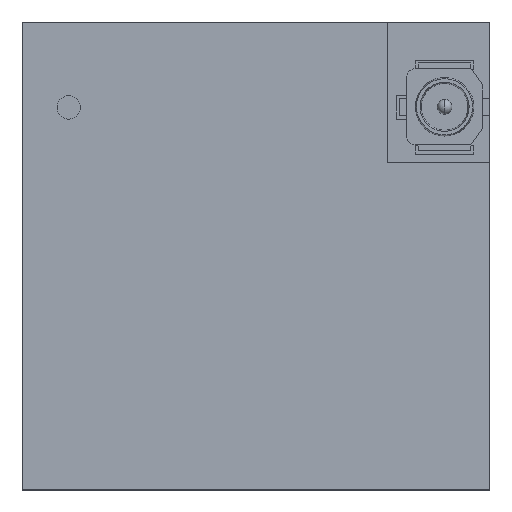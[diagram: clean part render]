
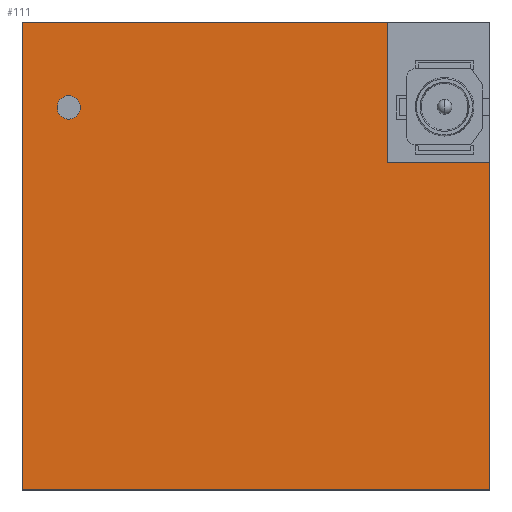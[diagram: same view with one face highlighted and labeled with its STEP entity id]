
A CAD part, top view. The second image highlights one B-rep face of the part: STEP entity #111.
In plain terms, the highlighted planar face has unit normal (0, 0, 1).
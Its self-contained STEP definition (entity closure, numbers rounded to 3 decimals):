
#111 = ADVANCED_FACE ( 'NONE', ( #1287 ), #5022, .T. ) ;
#318 = VERTEX_POINT ( 'NONE', #737 ) ;
#351 = VERTEX_POINT ( 'NONE', #5144 ) ;
#403 = AXIS2_PLACEMENT_3D ( 'NONE', #5210, #4979, #754 ) ;
#514 = EDGE_CURVE ( 'NONE', #5268, #351, #1740, .T. ) ;
#737 = CARTESIAN_POINT ( 'NONE',  ( -8.001, -8.001, 3.404 ) ) ;
#754 = DIRECTION ( 'NONE',  ( 1., 0., 0. ) ) ;
#819 = CARTESIAN_POINT ( 'NONE',  ( 4.501, 3.201, 3.404 ) ) ;
#883 = CARTESIAN_POINT ( 'NONE',  ( 8.001, 8.001, 3.404 ) ) ;
#1090 = EDGE_CURVE ( 'NONE', #4023, #5268, #1933, .T. ) ;
#1287 = FACE_OUTER_BOUND ( 'NONE', #5949, .T. ) ;
#1310 = ORIENTED_EDGE ( 'NONE', *, *, #5311, .T. ) ;
#1349 = CARTESIAN_POINT ( 'NONE',  ( 8.001, -8.001, 3.404 ) ) ;
#1438 = VECTOR ( 'NONE', #3335, 1000. ) ;
#1740 = LINE ( 'NONE', #4027, #3793 ) ;
#1799 = ORIENTED_EDGE ( 'NONE', *, *, #4497, .T. ) ;
#1872 = CARTESIAN_POINT ( 'NONE',  ( 4.501, 8.001, 3.404 ) ) ;
#1933 = LINE ( 'NONE', #4141, #3908 ) ;
#2193 = ORIENTED_EDGE ( 'NONE', *, *, #3701, .T. ) ;
#2307 = LINE ( 'NONE', #2805, #1438 ) ;
#2377 = DIRECTION ( 'NONE',  ( -1., 0., 0. ) ) ;
#2606 = LINE ( 'NONE', #4117, #4667 ) ;
#2805 = CARTESIAN_POINT ( 'NONE',  ( -8.001, 8.001, 3.404 ) ) ;
#3335 = DIRECTION ( 'NONE',  ( 0., -1., 0. ) ) ;
#3347 = VECTOR ( 'NONE', #5680, 1000. ) ;
#3361 = ORIENTED_EDGE ( 'NONE', *, *, #6106, .T. ) ;
#3701 = EDGE_CURVE ( 'NONE', #4312, #351, #5706, .T. ) ;
#3793 = VECTOR ( 'NONE', #5118, 1000. ) ;
#3908 = VECTOR ( 'NONE', #5237, 1000. ) ;
#4023 = VERTEX_POINT ( 'NONE', #1872 ) ;
#4027 = CARTESIAN_POINT ( 'NONE',  ( 8.101, 3.201, 3.404 ) ) ;
#4028 = VECTOR ( 'NONE', #2377, 1000. ) ;
#4117 = CARTESIAN_POINT ( 'NONE',  ( -8.001, -8.001, 3.404 ) ) ;
#4141 = CARTESIAN_POINT ( 'NONE',  ( 4.501, -8.001, 3.404 ) ) ;
#4312 = VERTEX_POINT ( 'NONE', #5624 ) ;
#4322 = ORIENTED_EDGE ( 'NONE', *, *, #514, .F. ) ;
#4497 = EDGE_CURVE ( 'NONE', #4023, #5759, #6245, .T. ) ;
#4667 = VECTOR ( 'NONE', #6094, 1000. ) ;
#4979 = DIRECTION ( 'NONE',  ( 0., 0., 1. ) ) ;
#5022 = PLANE ( 'NONE',  #403 ) ;
#5118 = DIRECTION ( 'NONE',  ( 1., 0., 0. ) ) ;
#5144 = CARTESIAN_POINT ( 'NONE',  ( 8.001, 3.201, 3.404 ) ) ;
#5210 = CARTESIAN_POINT ( 'NONE',  ( -8.001, -8.001, 3.404 ) ) ;
#5237 = DIRECTION ( 'NONE',  ( 0., -1., 0. ) ) ;
#5268 = VERTEX_POINT ( 'NONE', #819 ) ;
#5311 = EDGE_CURVE ( 'NONE', #318, #4312, #2606, .T. ) ;
#5624 = CARTESIAN_POINT ( 'NONE',  ( 8.001, -8.001, 3.404 ) ) ;
#5680 = DIRECTION ( 'NONE',  ( 0., 1., 0. ) ) ;
#5706 = LINE ( 'NONE', #1349, #3347 ) ;
#5757 = CARTESIAN_POINT ( 'NONE',  ( -8.001, 8.001, 3.404 ) ) ;
#5759 = VERTEX_POINT ( 'NONE', #5757 ) ;
#5949 = EDGE_LOOP ( 'NONE', ( #4322, #6189, #1799, #3361, #1310, #2193 ) ) ;
#6094 = DIRECTION ( 'NONE',  ( 1., 0., 0. ) ) ;
#6106 = EDGE_CURVE ( 'NONE', #5759, #318, #2307, .T. ) ;
#6189 = ORIENTED_EDGE ( 'NONE', *, *, #1090, .F. ) ;
#6245 = LINE ( 'NONE', #883, #4028 ) ;
